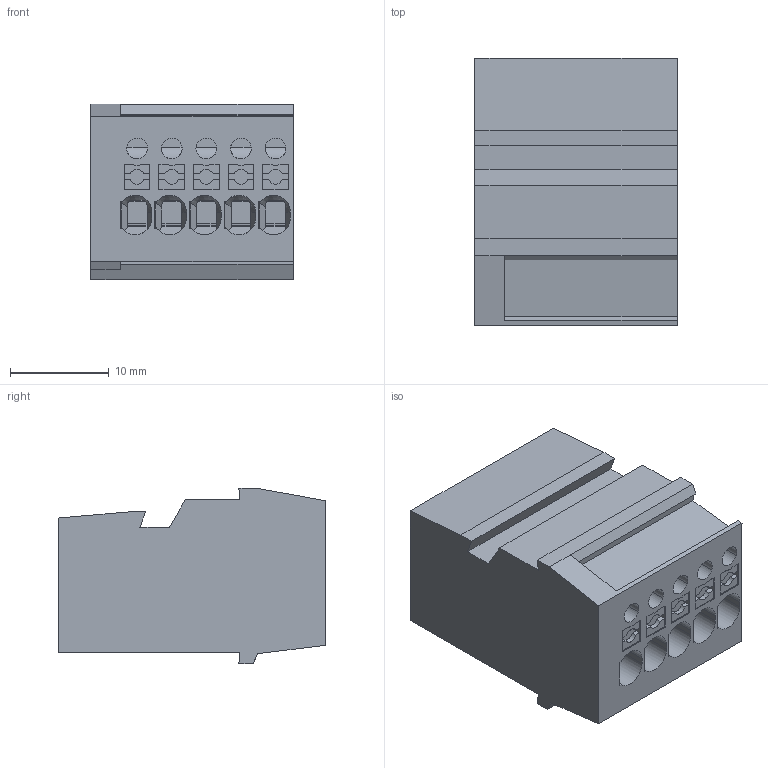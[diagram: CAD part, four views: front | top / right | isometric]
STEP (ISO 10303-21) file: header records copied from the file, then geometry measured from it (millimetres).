
FILE_DESCRIPTION(('Creo Elements/Direct Modeling STEP Export'),'2;1');
FILE_NAME('model.stp','2018-12-28T10:44:39',(''),(''),'Creo Elements/Direct Modeling STEP processor for AP214 (Solid Model)','Creo Elements/Direct Modeling 18.1I 14-Aug-2016 (C) Parametric Technology GmbH','');
FILE_SCHEMA(('AUTOMOTIVE_DESIGN { 1 0 10303 214 1 1 1 1 }'));
Length unit declared in the file: millimetre
Products named in the file (2): PPC_1.5_S_5-select
Assembly tree (1 placements, depth 2):
  PPC_1.5_S_5-select
    PPC_1.5_S_5-select
Bounding box: 20.5 x 27 x 17.8 mm (x, y, z)
Volume: 5712.2 mm3; surface area: 5423.9 mm2
Topology: 1 solids, 1 shells, 527 faces, 1464 edges, 964 vertices
Faces by surface type: plane 442, cylinder 80, cone 5
Entity records: 23005 total; most frequent: CARTESIAN_POINT 5295, ORIENTED_EDGE 2928, DIRECTION 2572, EDGE_CURVE 1464, VECTOR 1220, LINE 1220, VERTEX_POINT 964, AXIS2_PLACEMENT_3D 676
